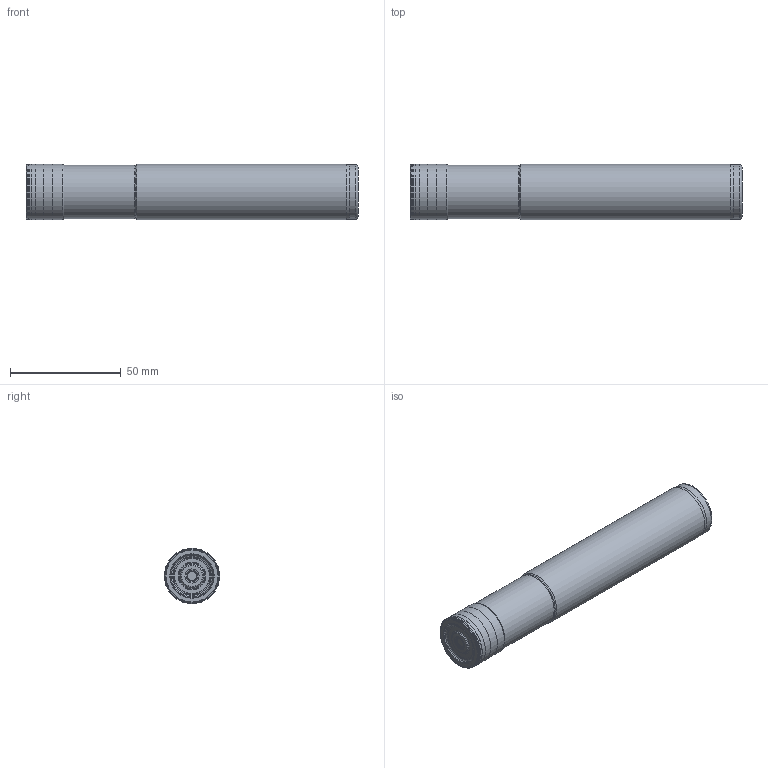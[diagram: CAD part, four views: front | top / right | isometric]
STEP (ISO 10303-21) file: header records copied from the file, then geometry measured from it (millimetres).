
FILE_DESCRIPTION(/* description */ (''),/* implementation_level */ '2;1');
FILE_NAME(/* name */ 'AEM90-LN15T6-D25-W25-L150-Z02-H.stp',/* time_stamp */ '2023-10-25T17:52:11+03:00',/* author */ (''),/* organization */ (''),/* preprocessor_version */ 'ST-DEVELOPER v19.4',/* originating_system */ 'SIEMENS PLM Software NX2306.3001',/* authorisation */ '');
FILE_SCHEMA (('AUTOMOTIVE_DESIGN { 1 0 10303 214 3 1 1 1 }'));
Length unit declared in the file: millimetre
Products named in the file (1): AEM90-LN15T6-D25-W25-L150-Z02-H
Bounding box: 149.98 x 25 x 25 mm (x, y, z)
Volume: 78342.8 mm3; surface area: 15027.6 mm2
Topology: 2 solids, 2 shells, 80 faces, 155 edges, 79 vertices
Faces by surface type: revolution 48, cone 18, torus 7, plane 4, cylinder 3
Full cylindrical faces by diameter (mm): 24 x1, 24.5 x1, 25 x1
Entity records: 1992 total; most frequent: CARTESIAN_POINT 441, DIRECTION 296, EDGE_LOOP 158, ORIENTED_EDGE 158, FACE_BOUND 156, AXIS2_PLACEMENT_3D 124, ADVANCED_FACE 80, VERTEX_POINT 79
